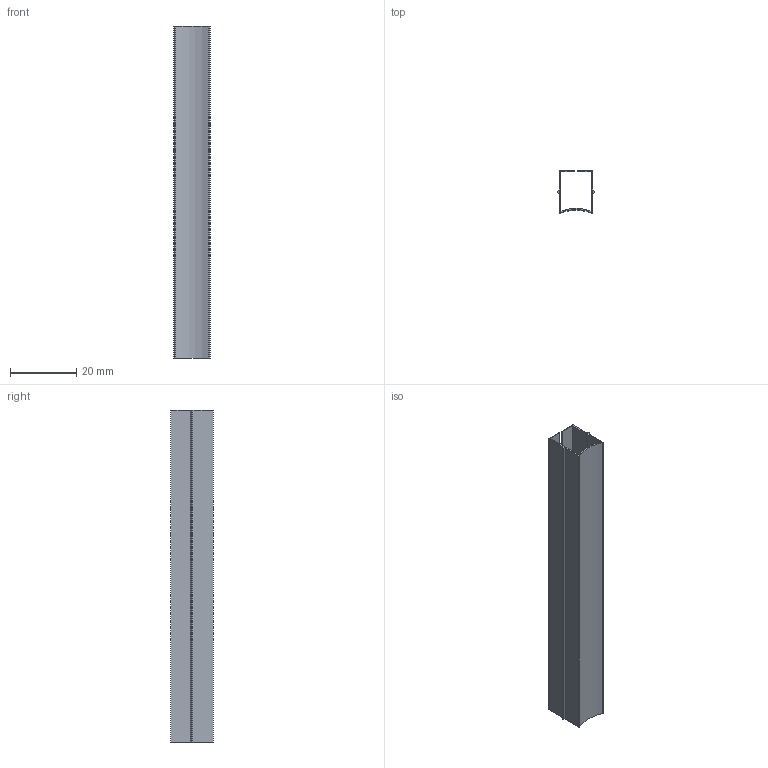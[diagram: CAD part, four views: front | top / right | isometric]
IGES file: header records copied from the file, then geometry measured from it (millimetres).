
Global section: file name: 230828.stp.ipt; native system: Autodesk Inventor 2014; preprocessor: unknown; author: zeman; date: 20151020.095844; units: millimetre
Bounding box: 11.12 x 12.94 x 100 mm (x, y, z)
Volume: 1614.2 mm3; surface area: 8907.1 mm2
Topology: 1 solids, 1 shells, 46 faces, 132 edges, 88 vertices
Faces by surface type: plane 24, revolution 11, cylinder 11
